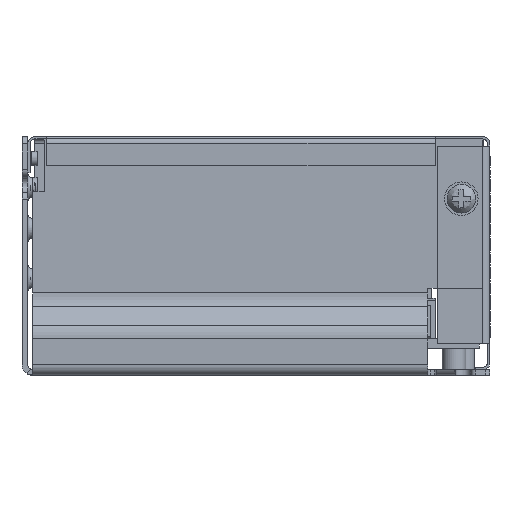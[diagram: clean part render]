
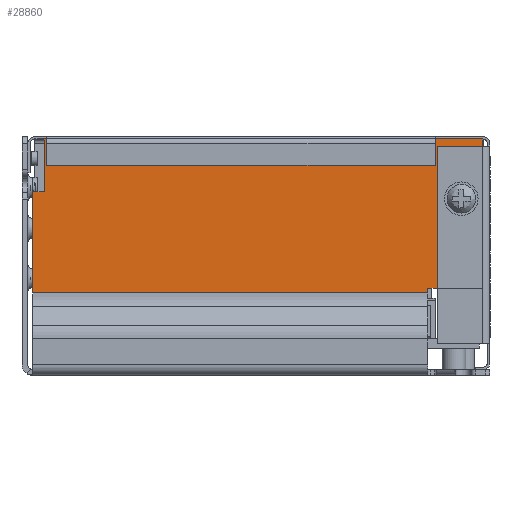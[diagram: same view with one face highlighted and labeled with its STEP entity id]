
A CAD part, left-side view. The second image highlights one B-rep face of the part: STEP entity #28860.
In plain terms, the highlighted planar face has unit normal (-1, 0, 0).
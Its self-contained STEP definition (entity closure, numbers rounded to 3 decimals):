
#765=FACE_BOUND('',#5665,.T.);
#1750=CIRCLE('',#30833,2.);
#4072=FACE_OUTER_BOUND('',#5664,.T.);
#5664=EDGE_LOOP('',(#23886,#23887,#23888,#23889,#23890,#23891,#23892,#23893));
#5665=EDGE_LOOP('',(#23894));
#8785=LINE('',#53644,#11380);
#8789=LINE('',#53651,#11384);
#8790=LINE('',#53654,#11385);
#8793=LINE('',#53660,#11388);
#8794=LINE('',#53662,#11389);
#8795=LINE('',#53664,#11390);
#8796=LINE('',#53666,#11391);
#8797=LINE('',#53667,#11392);
#11380=VECTOR('',#36592,10.);
#11384=VECTOR('',#36598,10.);
#11385=VECTOR('',#36601,10.);
#11388=VECTOR('',#36606,10.);
#11389=VECTOR('',#36607,10.);
#11390=VECTOR('',#36608,10.);
#11391=VECTOR('',#36609,10.);
#11392=VECTOR('',#36610,10.);
#13823=VERTEX_POINT('',#53641);
#13824=VERTEX_POINT('',#53643);
#13826=VERTEX_POINT('',#53649);
#13827=VERTEX_POINT('',#53653);
#13829=VERTEX_POINT('',#53659);
#13830=VERTEX_POINT('',#53661);
#13831=VERTEX_POINT('',#53663);
#13832=VERTEX_POINT('',#53665);
#13833=VERTEX_POINT('',#53668);
#17389=EDGE_CURVE('',#13824,#13823,#8785,.T.);
#17393=EDGE_CURVE('',#13823,#13826,#8789,.T.);
#17394=EDGE_CURVE('',#13824,#13827,#8790,.T.);
#17397=EDGE_CURVE('',#13826,#13829,#8793,.T.);
#17398=EDGE_CURVE('',#13829,#13830,#8794,.T.);
#17399=EDGE_CURVE('',#13830,#13831,#8795,.T.);
#17400=EDGE_CURVE('',#13831,#13832,#8796,.T.);
#17401=EDGE_CURVE('',#13827,#13832,#8797,.T.);
#17402=EDGE_CURVE('',#13833,#13833,#1750,.T.);
#23886=ORIENTED_EDGE('',*,*,#17389,.T.);
#23887=ORIENTED_EDGE('',*,*,#17393,.T.);
#23888=ORIENTED_EDGE('',*,*,#17397,.T.);
#23889=ORIENTED_EDGE('',*,*,#17398,.T.);
#23890=ORIENTED_EDGE('',*,*,#17399,.T.);
#23891=ORIENTED_EDGE('',*,*,#17400,.T.);
#23892=ORIENTED_EDGE('',*,*,#17401,.F.);
#23893=ORIENTED_EDGE('',*,*,#17394,.F.);
#23894=ORIENTED_EDGE('',*,*,#17402,.F.);
#27780=PLANE('',#30832);
#28860=ADVANCED_FACE('',(#4072,#765),#27780,.T.);
#30832=AXIS2_PLACEMENT_3D('',#53658,#36604,#36605);
#30833=AXIS2_PLACEMENT_3D('',#53669,#36611,#36612);
#36592=DIRECTION('',(0.,0.,-1.));
#36598=DIRECTION('',(0.,1.,0.));
#36601=DIRECTION('',(0.,-1.,0.));
#36604=DIRECTION('center_axis',(-1.,0.,0.));
#36605=DIRECTION('ref_axis',(0.,0.,-1.));
#36606=DIRECTION('',(0.,0.,-1.));
#36607=DIRECTION('',(0.,-1.,0.));
#36608=DIRECTION('',(0.,0.,1.));
#36609=DIRECTION('',(0.,-1.,0.));
#36610=DIRECTION('',(0.,0.,-1.));
#36611=DIRECTION('center_axis',(-1.,0.,0.));
#36612=DIRECTION('ref_axis',(0.,-1.,0.));
#53641=CARTESIAN_POINT('',(4.5,93.3,38.5));
#53643=CARTESIAN_POINT('',(4.5,93.3,49.5));
#53644=CARTESIAN_POINT('',(4.5,93.3,49.75));
#53649=CARTESIAN_POINT('',(4.5,95.8,38.5));
#53651=CARTESIAN_POINT('',(4.5,95.05,38.5));
#53653=CARTESIAN_POINT('',(4.5,1.5,49.5));
#53654=CARTESIAN_POINT('',(4.5,96.8,49.5));
#53658=CARTESIAN_POINT('Origin',(4.5,96.8,50.));
#53659=CARTESIAN_POINT('',(4.5,95.8,17.262));
#53660=CARTESIAN_POINT('',(4.5,95.8,37.8));
#53661=CARTESIAN_POINT('',(4.5,13.,17.262));
#53662=CARTESIAN_POINT('',(4.5,96.8,17.262));
#53663=CARTESIAN_POINT('',(4.5,13.,18.2));
#53664=CARTESIAN_POINT('',(4.5,13.,25.6));
#53665=CARTESIAN_POINT('',(4.5,1.5,18.2));
#53666=CARTESIAN_POINT('',(4.5,54.9,18.2));
#53667=CARTESIAN_POINT('',(4.5,1.5,17.262));
#53668=CARTESIAN_POINT('',(4.5,8.,37.));
#53669=CARTESIAN_POINT('Origin',(4.5,6.,37.));
